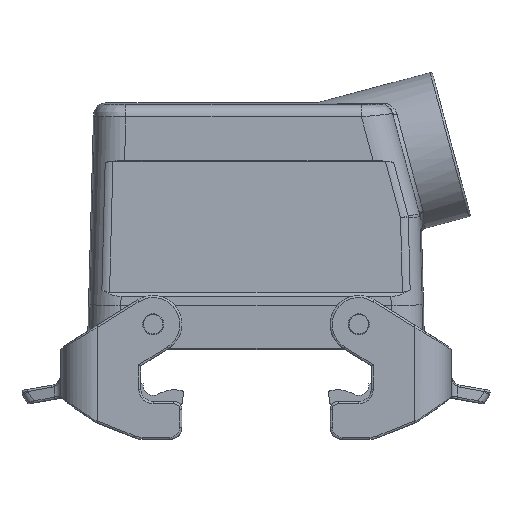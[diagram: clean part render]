
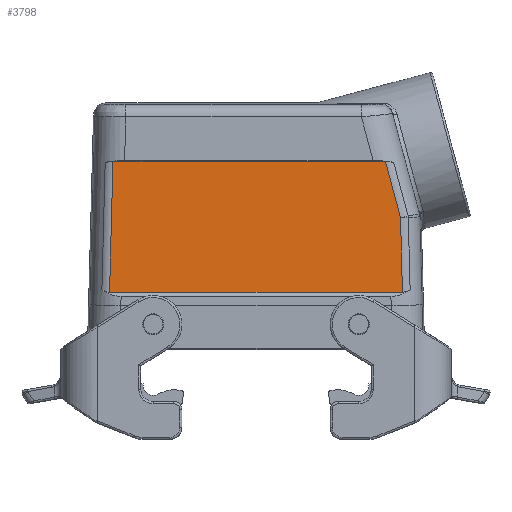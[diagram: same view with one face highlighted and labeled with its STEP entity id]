
A CAD part, front view. The second image highlights one B-rep face of the part: STEP entity #3798.
In plain terms, the highlighted planar face has unit normal (0, -1, 0.015).
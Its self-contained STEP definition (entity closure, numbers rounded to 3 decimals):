
#1996=LINE('',#17227,#2905);
#1997=LINE('',#17230,#2906);
#1998=LINE('',#17232,#2907);
#1999=LINE('',#17234,#2908);
#2000=LINE('',#17236,#2909);
#2905=VECTOR('',#13984,1.);
#2906=VECTOR('',#13985,1.);
#2907=VECTOR('',#13986,1.);
#2908=VECTOR('',#13987,1.);
#2909=VECTOR('',#13988,1.);
#3798=ADVANCED_FACE('',(#4736),#4474,.T.);
#4474=PLANE('',#12667);
#4736=FACE_OUTER_BOUND('',#5407,.T.);
#5407=EDGE_LOOP('',(#6366,#6367,#6368,#6369,#6370));
#6366=ORIENTED_EDGE('',*,*,#10670,.T.);
#6367=ORIENTED_EDGE('',*,*,#10671,.T.);
#6368=ORIENTED_EDGE('',*,*,#10672,.T.);
#6369=ORIENTED_EDGE('',*,*,#10673,.T.);
#6370=ORIENTED_EDGE('',*,*,#10674,.F.);
#9638=VERTEX_POINT('',#17228);
#9639=VERTEX_POINT('',#17229);
#9640=VERTEX_POINT('',#17231);
#9641=VERTEX_POINT('',#17233);
#9642=VERTEX_POINT('',#17235);
#10670=EDGE_CURVE('',#9638,#9639,#1996,.T.);
#10671=EDGE_CURVE('',#9639,#9640,#1997,.T.);
#10672=EDGE_CURVE('',#9640,#9641,#1998,.T.);
#10673=EDGE_CURVE('',#9641,#9642,#1999,.T.);
#10674=EDGE_CURVE('',#9638,#9642,#2000,.T.);
#12667=AXIS2_PLACEMENT_3D('',#17237,#13989,#13990);
#13984=DIRECTION('',(-0.026,-0.015,-1.));
#13985=DIRECTION('',(1.,0.,0.));
#13986=DIRECTION('',(-0.026,0.015,1.));
#13987=DIRECTION('',(-0.259,0.015,0.966));
#13988=DIRECTION('',(1.,0.,0.));
#13989=DIRECTION('',(0.,-1.,0.015));
#13990=DIRECTION('',(0.,-0.015,-1.));
#17227=CARTESIAN_POINT('',(-35.547,-26.916,5.482));
#17228=CARTESIAN_POINT('',(-34.782,-26.467,34.983));
#17229=CARTESIAN_POINT('',(-35.604,-26.95,3.266));
#17230=CARTESIAN_POINT('',(50.,-26.95,3.266));
#17231=CARTESIAN_POINT('',(35.604,-26.95,3.266));
#17232=CARTESIAN_POINT('',(35.614,-26.956,2.893));
#17233=CARTESIAN_POINT('',(35.136,-26.675,21.311));
#17234=CARTESIAN_POINT('',(40.637,-26.988,0.76));
#17235=CARTESIAN_POINT('',(31.477,-26.467,34.983));
#17236=CARTESIAN_POINT('',(50.,-26.467,34.983));
#17237=CARTESIAN_POINT('',(50.,-26.95,3.266));
